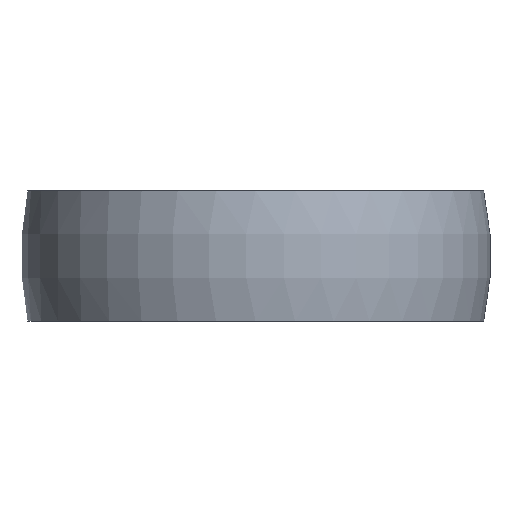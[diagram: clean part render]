
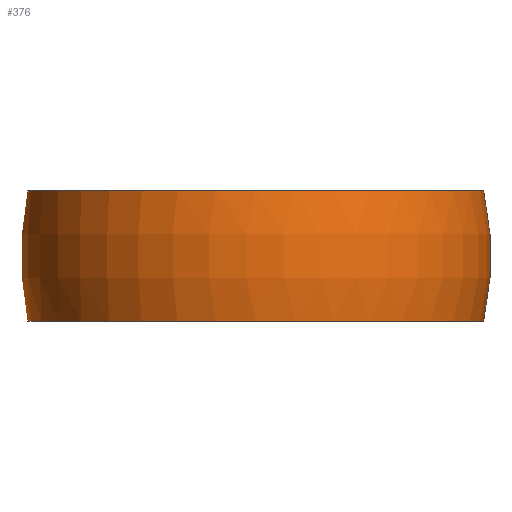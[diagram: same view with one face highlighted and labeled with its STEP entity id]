
A CAD part, front view. The second image highlights one B-rep face of the part: STEP entity #376.
In plain terms, the highlighted toroidal (fillet/blend) face has major radius 5.002 mm and minor radius 23.002 mm.
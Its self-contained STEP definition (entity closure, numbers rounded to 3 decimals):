
#57 = ORIENTED_EDGE ( 'NONE', *, *, #2440, .F. ) ;
#306 = DIRECTION ( 'NONE',  ( 1., 0., 0. ) ) ;
#376 = ADVANCED_FACE ( 'NONE', ( #4289, #11251 ), #3799, .T. ) ;
#412 = CARTESIAN_POINT ( 'NONE',  ( 17.45, 0., 5. ) ) ;
#488 = CARTESIAN_POINT ( 'NONE',  ( 0., 0., 5. ) ) ;
#747 = EDGE_LOOP ( 'NONE', ( #57 ) ) ;
#1788 = CIRCLE ( 'NONE', #8781, 17.45 ) ;
#2440 = EDGE_CURVE ( 'NONE', #11069, #11069, #1788, .T. ) ;
#2509 = CARTESIAN_POINT ( 'NONE',  ( 0., 0., 0. ) ) ;
#2543 = EDGE_CURVE ( 'NONE', #8484, #8484, #13185, .T. ) ;
#2761 = AXIS2_PLACEMENT_3D ( 'NONE', #8027, #4999, #5038 ) ;
#3799 = TOROIDAL_SURFACE ( 'NONE', #7996, -5.002, 23.002 ) ;
#4147 = EDGE_LOOP ( 'NONE', ( #8298 ) ) ;
#4289 = FACE_OUTER_BOUND ( 'NONE', #747, .T. ) ;
#4999 = DIRECTION ( 'NONE',  ( 0., 0., 1. ) ) ;
#5038 = DIRECTION ( 'NONE',  ( 1., 0., 0. ) ) ;
#6709 = DIRECTION ( 'NONE',  ( 1., 0., 0. ) ) ;
#7996 = AXIS2_PLACEMENT_3D ( 'NONE', #2509, #10756, #6709 ) ;
#8027 = CARTESIAN_POINT ( 'NONE',  ( 0., 0., -5. ) ) ;
#8298 = ORIENTED_EDGE ( 'NONE', *, *, #2543, .T. ) ;
#8484 = VERTEX_POINT ( 'NONE', #8682 ) ;
#8682 = CARTESIAN_POINT ( 'NONE',  ( 17.45, 0., -5. ) ) ;
#8781 = AXIS2_PLACEMENT_3D ( 'NONE', #488, #12745, #306 ) ;
#10756 = DIRECTION ( 'NONE',  ( 0., 0., 1. ) ) ;
#11069 = VERTEX_POINT ( 'NONE', #412 ) ;
#11251 = FACE_OUTER_BOUND ( 'NONE', #4147, .T. ) ;
#12745 = DIRECTION ( 'NONE',  ( 0., 0., 1. ) ) ;
#13185 = CIRCLE ( 'NONE', #2761, 17.45 ) ;
